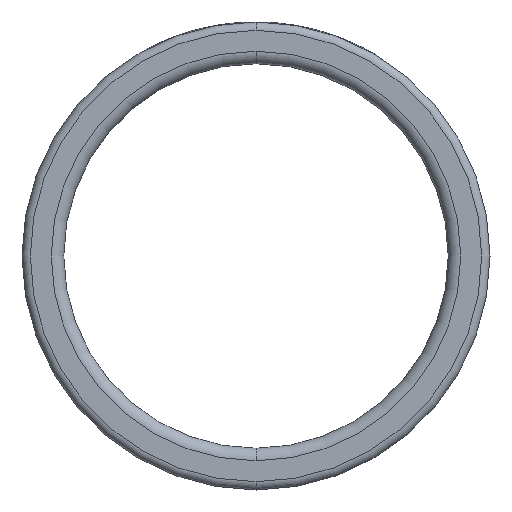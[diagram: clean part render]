
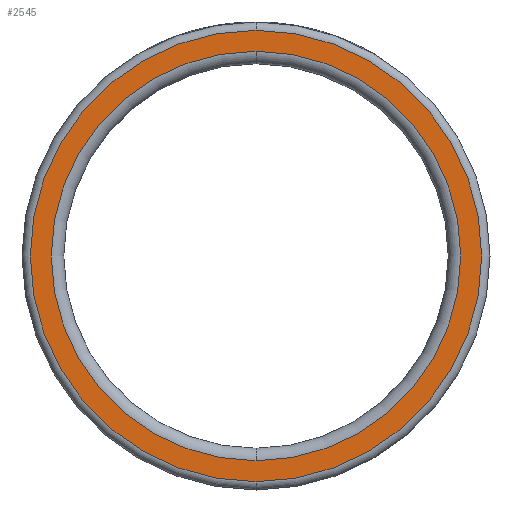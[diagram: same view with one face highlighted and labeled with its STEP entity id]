
A CAD part, front view. The second image highlights one B-rep face of the part: STEP entity #2545.
In plain terms, the highlighted planar face has unit normal (0, -1, 0).
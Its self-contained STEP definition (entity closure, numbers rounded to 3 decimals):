
#258 = CARTESIAN_POINT ( 'NONE',  ( 0., -85., 0. ) ) ;
#269 = DIRECTION ( 'NONE',  ( 0., 0., -1. ) ) ;
#277 = ORIENTED_EDGE ( 'NONE', *, *, #2042, .F. ) ;
#369 = DIRECTION ( 'NONE',  ( 0., 0., -1. ) ) ;
#409 = EDGE_LOOP ( 'NONE', ( #1158, #2513 ) ) ;
#443 = CARTESIAN_POINT ( 'NONE',  ( 0., -85., 54. ) ) ;
#462 = AXIS2_PLACEMENT_3D ( 'NONE', #2096, #3096, #1386 ) ;
#477 = FACE_BOUND ( 'NONE', #1252, .T. ) ;
#613 = DIRECTION ( 'NONE',  ( 0., 0., -1. ) ) ;
#716 = CARTESIAN_POINT ( 'NONE',  ( 0., -85., 49. ) ) ;
#813 = CIRCLE ( 'NONE', #2990, 54. ) ;
#870 = EDGE_CURVE ( 'NONE', #938, #1854, #1813, .T. ) ;
#914 = CARTESIAN_POINT ( 'NONE',  ( 0., -85., -49. ) ) ;
#917 = ORIENTED_EDGE ( 'NONE', *, *, #1711, .F. ) ;
#938 = VERTEX_POINT ( 'NONE', #1260 ) ;
#1059 = CARTESIAN_POINT ( 'NONE',  ( 0., -85., 0. ) ) ;
#1157 = PLANE ( 'NONE',  #462 ) ;
#1158 = ORIENTED_EDGE ( 'NONE', *, *, #870, .T. ) ;
#1252 = EDGE_LOOP ( 'NONE', ( #917, #277 ) ) ;
#1260 = CARTESIAN_POINT ( 'NONE',  ( 0., -85., -54. ) ) ;
#1293 = AXIS2_PLACEMENT_3D ( 'NONE', #1370, #2110, #2122 ) ;
#1321 = VERTEX_POINT ( 'NONE', #716 ) ;
#1325 = CARTESIAN_POINT ( 'NONE',  ( 0., -85., 0. ) ) ;
#1359 = VERTEX_POINT ( 'NONE', #914 ) ;
#1370 = CARTESIAN_POINT ( 'NONE',  ( 0., -85., 0. ) ) ;
#1386 = DIRECTION ( 'NONE',  ( 0., 0., -1. ) ) ;
#1711 = EDGE_CURVE ( 'NONE', #1359, #1321, #2888, .T. ) ;
#1789 = AXIS2_PLACEMENT_3D ( 'NONE', #258, #2496, #269 ) ;
#1801 = DIRECTION ( 'NONE',  ( 0., -1., 0. ) ) ;
#1813 = CIRCLE ( 'NONE', #1789, 54. ) ;
#1854 = VERTEX_POINT ( 'NONE', #443 ) ;
#2042 = EDGE_CURVE ( 'NONE', #1321, #1359, #2391, .T. ) ;
#2096 = CARTESIAN_POINT ( 'NONE',  ( 49., -85., 0. ) ) ;
#2110 = DIRECTION ( 'NONE',  ( 0., -1., 0. ) ) ;
#2122 = DIRECTION ( 'NONE',  ( 0., 0., -1. ) ) ;
#2277 = AXIS2_PLACEMENT_3D ( 'NONE', #1325, #2830, #613 ) ;
#2391 = CIRCLE ( 'NONE', #1293, 49. ) ;
#2407 = EDGE_CURVE ( 'NONE', #1854, #938, #813, .T. ) ;
#2496 = DIRECTION ( 'NONE',  ( 0., -1., 0. ) ) ;
#2513 = ORIENTED_EDGE ( 'NONE', *, *, #2407, .T. ) ;
#2545 = ADVANCED_FACE ( 'NONE', ( #2810, #477 ), #1157, .T. ) ;
#2810 = FACE_OUTER_BOUND ( 'NONE', #409, .T. ) ;
#2830 = DIRECTION ( 'NONE',  ( 0., -1., 0. ) ) ;
#2888 = CIRCLE ( 'NONE', #2277, 49. ) ;
#2990 = AXIS2_PLACEMENT_3D ( 'NONE', #1059, #1801, #369 ) ;
#3096 = DIRECTION ( 'NONE',  ( 0., -1., 0. ) ) ;
